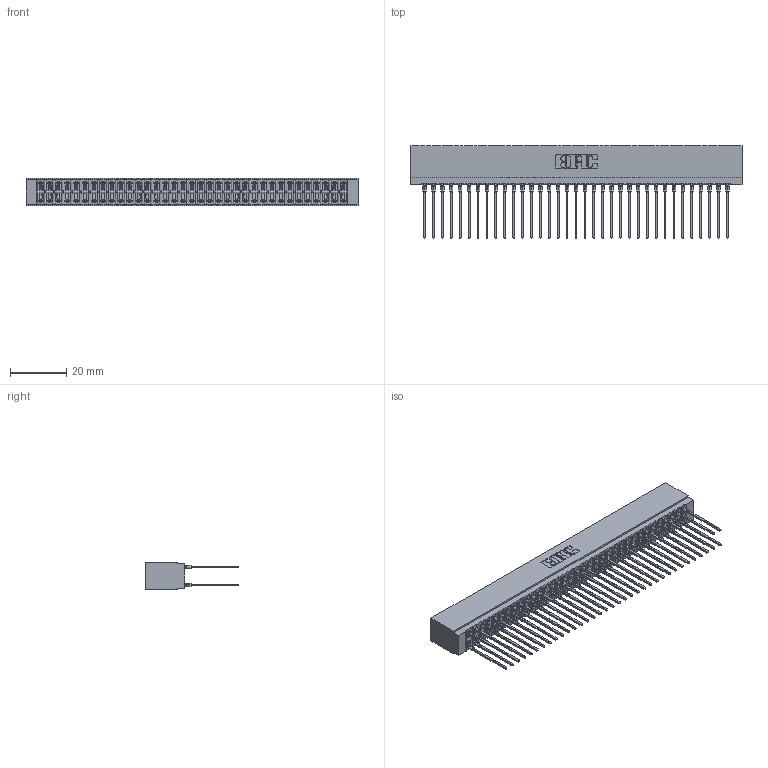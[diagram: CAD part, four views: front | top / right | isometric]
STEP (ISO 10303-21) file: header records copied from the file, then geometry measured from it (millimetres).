
FILE_DESCRIPTION (( 'STEP AP203' ), '1' );
FILE_NAME ('726-070-541-201.STEP', '2020-05-28T11:05:31', ( '' ), ( '' ), 'SwSTEP 2.0', 'SolidWorks 2020', '' );
FILE_SCHEMA (( 'CONFIG_CONTROL_DESIGN' ));
Length unit declared in the file: inch
Products named in the file (3): 746-292-001_541; 726-070-541-201; 726 Part_.515 Slot Depth - 01
Assembly tree (71 placements, depth 2):
  726-070-541-201
    726 Part_.515 Slot Depth - 01
    746-292-001_541  x70
Bounding box: 118.36 x 33.01 x 9.91 mm (x, y, z)
Volume: 11310.6 mm3; surface area: 20517.2 mm2
Topology: 71 solids, 71 shells, 6362 faces, 17483 edges, 11130 vertices
Faces by surface type: plane 3275, bspline 1400, cylinder 1267, torus 420
Entity records: 55001 total; most frequent: CARTESIAN_POINT 10995, ORIENTED_EDGE 9436, DIRECTION 7890, EDGE_CURVE 4718, LINE 4184, VECTOR 4184, VERTEX_POINT 3126, AXIS2_PLACEMENT_3D 1853
